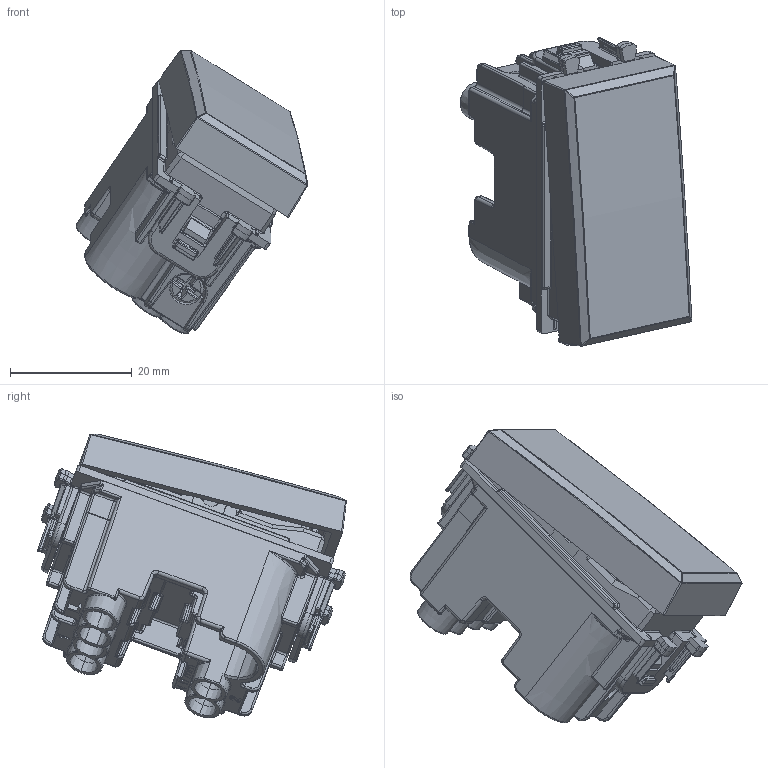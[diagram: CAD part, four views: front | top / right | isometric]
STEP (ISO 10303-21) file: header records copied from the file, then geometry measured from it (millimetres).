
FILE_DESCRIPTION(('CATIA V5 STEP Exchange'),'2;1');
FILE_NAME('442002.stp','2024-02-16T07:22:53+00:00',('none'),('none'),'CATIA Version 5-6 Release 2016 SP6','CATIA V5 STEP AP203','none');
FILE_SCHEMA(('CONFIG_CONTROL_DESIGN'));
Length unit declared in the file: millimetre
Products named in the file (1): 442002
Assembly tree (13 placements, depth 2):
  442002
    #57
    #55057
    #110062
    #142265
    #167120
    #169690  x2
    #171345  x3
    #173258  x3
Bounding box: 38.16 x 50.84 x 46.7 mm (x, y, z)
Volume: 14904 mm3; surface area: 22940.5 mm2
Topology: 15 solids, 15 shells, 4766 faces, 12519 edges, 7554 vertices
Faces by surface type: plane 2043, cylinder 1516, bspline 652, sphere 215, cone 191, torus 111, extrusion 34, revolution 4
Entity records: 174131 total; most frequent: CARTESIAN_POINT 77157, ORIENTED_EDGE 23326, DIRECTION 14244, EDGE_CURVE 11663, VERTEX_POINT 7164, VECTOR 6133, LINE 6099, AXIS2_PLACEMENT_3D 4818
